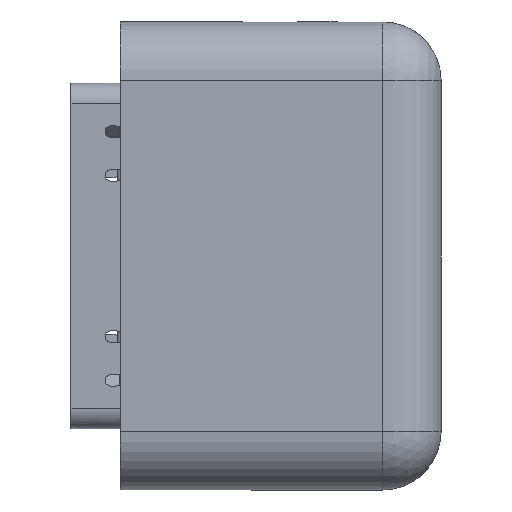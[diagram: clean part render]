
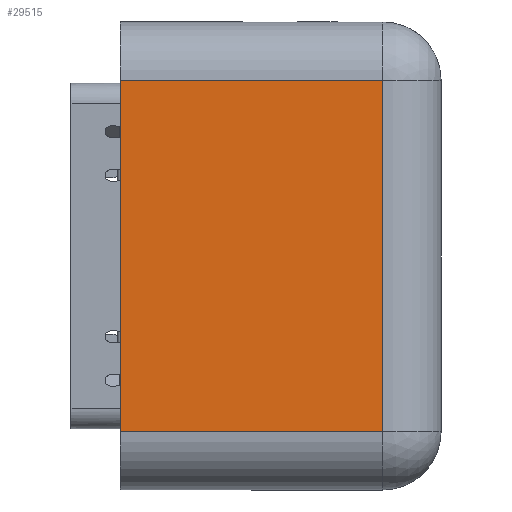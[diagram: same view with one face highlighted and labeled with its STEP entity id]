
A CAD part, left-side view. The second image highlights one B-rep face of the part: STEP entity #29515.
In plain terms, the highlighted planar face has unit normal (-1, 0, 0).
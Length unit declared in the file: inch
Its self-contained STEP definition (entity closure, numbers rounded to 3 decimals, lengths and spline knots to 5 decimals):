
#4 = VERTEX_POINT ( 'NONE', #7233 ) ;
#7233 = CARTESIAN_POINT ( 'NONE',  ( -0.801, 0.23625, -0.3 ) ) ;
#9168 = LINE ( 'NONE', #14710, #50405 ) ;
#11963 = ORIENTED_EDGE ( 'NONE', *, *, #30536, .T. ) ;
#12222 = DIRECTION ( 'NONE',  ( 0., 0., -1. ) ) ;
#13105 = EDGE_CURVE ( 'NONE', #44472, #27648, #9168, .T. ) ;
#14710 = CARTESIAN_POINT ( 'NONE',  ( -0.801, 0.23625, 0.3 ) ) ;
#16536 = ORIENTED_EDGE ( 'NONE', *, *, #13105, .T. ) ;
#17100 = PLANE ( 'NONE',  #27405 ) ;
#17371 = VECTOR ( 'NONE', #31894, 39.37008 ) ;
#18499 = VECTOR ( 'NONE', #28333, 39.37008 ) ;
#19303 = CARTESIAN_POINT ( 'NONE',  ( -0.801, -0.31175, -0.3 ) ) ;
#23450 = VECTOR ( 'NONE', #41041, 39.37008 ) ;
#25763 = LINE ( 'NONE', #19303, #17371 ) ;
#27266 = ORIENTED_EDGE ( 'NONE', *, *, #45437, .F. ) ;
#27374 = LINE ( 'NONE', #36546, #23450 ) ;
#27405 = AXIS2_PLACEMENT_3D ( 'NONE', #37613, #49856, #12222 ) ;
#27648 = VERTEX_POINT ( 'NONE', #50741 ) ;
#28333 = DIRECTION ( 'NONE',  ( 0., 0., 1. ) ) ;
#28862 = CARTESIAN_POINT ( 'NONE',  ( -0.801, -0.21175, 0.4 ) ) ;
#28921 = EDGE_LOOP ( 'NONE', ( #27266, #52836, #11963, #16536 ) ) ;
#29515 = ADVANCED_FACE ( 'NONE', ( #42461 ), #17100, .F. ) ;
#30536 = EDGE_CURVE ( 'NONE', #43692, #44472, #51342, .T. ) ;
#31894 = DIRECTION ( 'NONE',  ( 0., -1., 0. ) ) ;
#35196 = DIRECTION ( 'NONE',  ( 0., 1., 0. ) ) ;
#36546 = CARTESIAN_POINT ( 'NONE',  ( -0.801, 0.23625, -0.4 ) ) ;
#37613 = CARTESIAN_POINT ( 'NONE',  ( -0.801, 0., 0. ) ) ;
#41041 = DIRECTION ( 'NONE',  ( 0., 0., 1. ) ) ;
#41156 = CARTESIAN_POINT ( 'NONE',  ( -0.801, -0.21175, -0.3 ) ) ;
#42461 = FACE_OUTER_BOUND ( 'NONE', #28921, .T. ) ;
#43692 = VERTEX_POINT ( 'NONE', #41156 ) ;
#44472 = VERTEX_POINT ( 'NONE', #50610 ) ;
#45437 = EDGE_CURVE ( 'NONE', #4, #27648, #27374, .T. ) ;
#46939 = EDGE_CURVE ( 'NONE', #4, #43692, #25763, .T. ) ;
#49856 = DIRECTION ( 'NONE',  ( 1., 0., 0. ) ) ;
#50405 = VECTOR ( 'NONE', #35196, 39.37008 ) ;
#50610 = CARTESIAN_POINT ( 'NONE',  ( -0.801, -0.21175, 0.3 ) ) ;
#50741 = CARTESIAN_POINT ( 'NONE',  ( -0.801, 0.23625, 0.3 ) ) ;
#51342 = LINE ( 'NONE', #28862, #18499 ) ;
#52836 = ORIENTED_EDGE ( 'NONE', *, *, #46939, .T. ) ;
